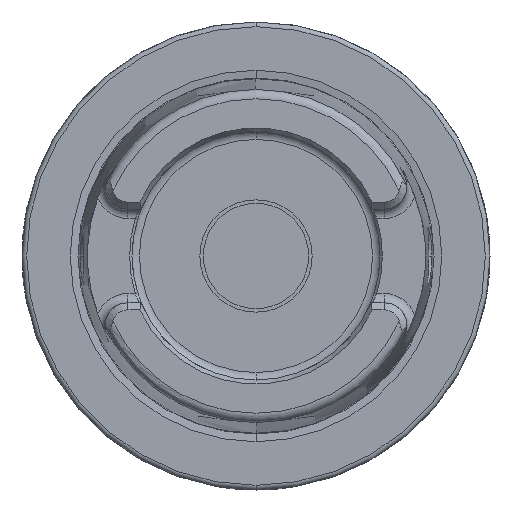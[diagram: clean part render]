
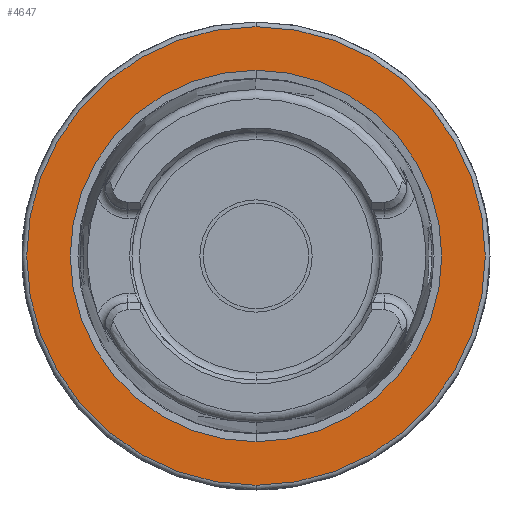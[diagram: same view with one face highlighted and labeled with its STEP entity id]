
A CAD part, left-side view. The second image highlights one B-rep face of the part: STEP entity #4647.
In plain terms, the highlighted planar face has unit normal (-1, 0, 0).
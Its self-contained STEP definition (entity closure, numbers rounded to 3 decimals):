
#1250=CARTESIAN_POINT('',(0.,0.,0.));
#1251=DIRECTION('',(1.,0.,0.));
#1252=DIRECTION('',(0.,0.,-1.));
#1253=AXIS2_PLACEMENT_3D('',#1250,#1251,#1252);
#1255=CARTESIAN_POINT('',(0.,0.,0.));
#1256=DIRECTION('',(1.,0.,0.));
#1257=DIRECTION('',(0.,0.,1.));
#1258=AXIS2_PLACEMENT_3D('',#1255,#1256,#1257);
#1260=CARTESIAN_POINT('',(0.,0.,0.));
#1261=DIRECTION('',(-1.,0.,0.));
#1262=DIRECTION('',(0.,0.,-1.));
#1263=AXIS2_PLACEMENT_3D('',#1260,#1261,#1262);
#1265=CARTESIAN_POINT('',(0.,0.,0.));
#1266=DIRECTION('',(-1.,0.,0.));
#1267=DIRECTION('',(0.,0.,1.));
#1268=AXIS2_PLACEMENT_3D('',#1265,#1266,#1267);
#2845=CARTESIAN_POINT('',(0.,0.,-39.682));
#2846=CARTESIAN_POINT('',(0.,0.,39.682));
#2847=VERTEX_POINT('',#2845);
#2848=VERTEX_POINT('',#2846);
#3158=CARTESIAN_POINT('',(0.,0.,-49.));
#3159=CARTESIAN_POINT('',(0.,0.,49.));
#3160=VERTEX_POINT('',#3158);
#3161=VERTEX_POINT('',#3159);
#4632=CARTESIAN_POINT('',(0.,0.,0.));
#4633=DIRECTION('',(1.,0.,0.));
#4634=DIRECTION('',(0.,0.,1.));
#4635=AXIS2_PLACEMENT_3D('',#4632,#4633,#4634);
#4636=PLANE('',#4635);
#4638=ORIENTED_EDGE('',*,*,#4637,.F.);
#4640=ORIENTED_EDGE('',*,*,#4639,.F.);
#4641=EDGE_LOOP('',(#4638,#4640));
#4642=FACE_OUTER_BOUND('',#4641,.F.);
#4643=ORIENTED_EDGE('',*,*,#4588,.F.);
#4644=ORIENTED_EDGE('',*,*,#4573,.F.);
#4645=EDGE_LOOP('',(#4643,#4644));
#4646=FACE_BOUND('',#4645,.F.);
#4647=ADVANCED_FACE('',(#4642,#4646),#4636,.F.);
#1254=CIRCLE('',#1253,39.682);
#1259=CIRCLE('',#1258,39.682);
#1264=CIRCLE('',#1263,49.);
#1269=CIRCLE('',#1268,49.);
#4573=EDGE_CURVE('',#2848,#2847,#1259,.T.);
#4588=EDGE_CURVE('',#2847,#2848,#1254,.T.);
#4637=EDGE_CURVE('',#3160,#3161,#1264,.T.);
#4639=EDGE_CURVE('',#3161,#3160,#1269,.T.);
